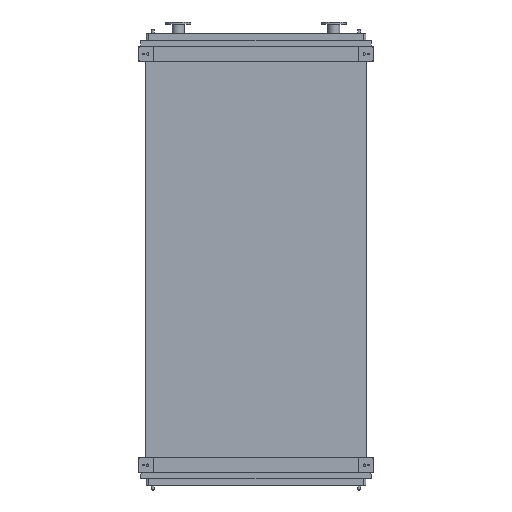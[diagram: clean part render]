
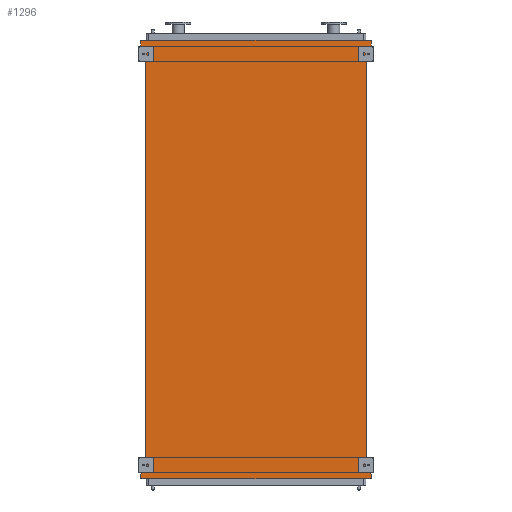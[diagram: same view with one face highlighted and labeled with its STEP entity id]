
A CAD part, front view. The second image highlights one B-rep face of the part: STEP entity #1296.
In plain terms, the highlighted planar face has unit normal (0, -1, 0).
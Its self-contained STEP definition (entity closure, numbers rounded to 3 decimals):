
#57 = EDGE_CURVE ( 'NONE', #11712, #15918, #647, .T. ) ;
#644 = VERTEX_POINT ( 'NONE', #17868 ) ;
#647 = LINE ( 'NONE', #2873, #1925 ) ;
#713 = EDGE_CURVE ( 'NONE', #15918, #21398, #3387, .T. ) ;
#730 = FACE_OUTER_BOUND ( 'NONE', #2628, .T. ) ;
#797 = ORIENTED_EDGE ( 'NONE', *, *, #3310, .T. ) ;
#879 = DIRECTION ( 'NONE',  ( 0.655, 0., -0.755 ) ) ;
#927 = EDGE_CURVE ( 'NONE', #6881, #16954, #10168, .T. ) ;
#1296 = ADVANCED_FACE ( 'NONE', ( #730 ), #23595, .T. ) ;
#1428 = CARTESIAN_POINT ( 'NONE',  ( 1011., 0., -3703. ) ) ;
#1445 = ORIENTED_EDGE ( 'NONE', *, *, #11310, .F. ) ;
#1548 = CARTESIAN_POINT ( 'NONE',  ( 965., 0., -3650. ) ) ;
#1810 = AXIS2_PLACEMENT_3D ( 'NONE', #8387, #23509, #12312 ) ;
#1925 = VECTOR ( 'NONE', #879, 1000. ) ;
#2421 = VECTOR ( 'NONE', #7878, 1000. ) ;
#2452 = VECTOR ( 'NONE', #10866, 1000. ) ;
#2628 = EDGE_LOOP ( 'NONE', ( #797, #1445, #16749, #22339, #12926, #18520, #3891, #24123, #19709, #24721, #20282, #5679 ) ) ;
#2873 = CARTESIAN_POINT ( 'NONE',  ( 965., 0., -3650. ) ) ;
#2906 = DIRECTION ( 'NONE',  ( 0., 0., -1. ) ) ;
#2916 = VECTOR ( 'NONE', #20148, 1000. ) ;
#3310 = EDGE_CURVE ( 'NONE', #11712, #12018, #6072, .T. ) ;
#3387 = LINE ( 'NONE', #14409, #23038 ) ;
#3509 = DIRECTION ( 'NONE',  ( 0., 0., 1. ) ) ;
#3891 = ORIENTED_EDGE ( 'NONE', *, *, #4236, .F. ) ;
#4197 = CARTESIAN_POINT ( 'NONE',  ( -1011., 0., 53. ) ) ;
#4236 = EDGE_CURVE ( 'NONE', #10755, #15973, #8431, .T. ) ;
#4988 = VECTOR ( 'NONE', #9725, 1000. ) ;
#5109 = CARTESIAN_POINT ( 'NONE',  ( -1011., 0., 95. ) ) ;
#5339 = VERTEX_POINT ( 'NONE', #19904 ) ;
#5679 = ORIENTED_EDGE ( 'NONE', *, *, #57, .F. ) ;
#5737 = LINE ( 'NONE', #20265, #2452 ) ;
#6072 = LINE ( 'NONE', #1548, #15684 ) ;
#6154 = LINE ( 'NONE', #19766, #10714 ) ;
#6400 = DIRECTION ( 'NONE',  ( 0.655, 0., 0.755 ) ) ;
#6881 = VERTEX_POINT ( 'NONE', #4197 ) ;
#7210 = VECTOR ( 'NONE', #14202, 1000. ) ;
#7520 = VECTOR ( 'NONE', #12275, 1000. ) ;
#7563 = CARTESIAN_POINT ( 'NONE',  ( 965., 0., 0. ) ) ;
#7878 = DIRECTION ( 'NONE',  ( 0., 0., -1. ) ) ;
#8024 = EDGE_CURVE ( 'NONE', #5339, #644, #22086, .T. ) ;
#8124 = LINE ( 'NONE', #15982, #7520 ) ;
#8315 = EDGE_CURVE ( 'NONE', #16954, #5339, #9322, .T. ) ;
#8387 = CARTESIAN_POINT ( 'NONE',  ( -965., 0., -3650. ) ) ;
#8431 = LINE ( 'NONE', #19882, #7210 ) ;
#8680 = CARTESIAN_POINT ( 'NONE',  ( 965., 0., -3650. ) ) ;
#9315 = DIRECTION ( 'NONE',  ( -0.655, 0., -0.755 ) ) ;
#9322 = LINE ( 'NONE', #5109, #13841 ) ;
#9725 = DIRECTION ( 'NONE',  ( 0., 0., 1. ) ) ;
#10168 = LINE ( 'NONE', #17276, #4988 ) ;
#10579 = CARTESIAN_POINT ( 'NONE',  ( -1011., 0., -3745. ) ) ;
#10658 = CARTESIAN_POINT ( 'NONE',  ( -965., 0., 0. ) ) ;
#10714 = VECTOR ( 'NONE', #6400, 1000. ) ;
#10755 = VERTEX_POINT ( 'NONE', #18823 ) ;
#10866 = DIRECTION ( 'NONE',  ( 0., 0., 1. ) ) ;
#11230 = CARTESIAN_POINT ( 'NONE',  ( -965., 0., 0. ) ) ;
#11310 = EDGE_CURVE ( 'NONE', #644, #12018, #21008, .T. ) ;
#11333 = CARTESIAN_POINT ( 'NONE',  ( -1011., 0., -3703. ) ) ;
#11712 = VERTEX_POINT ( 'NONE', #8680 ) ;
#11735 = CARTESIAN_POINT ( 'NONE',  ( 1011., 0., 95. ) ) ;
#12018 = VERTEX_POINT ( 'NONE', #7563 ) ;
#12275 = DIRECTION ( 'NONE',  ( -1., 0., 0. ) ) ;
#12312 = DIRECTION ( 'NONE',  ( 0., 0., -1. ) ) ;
#12926 = ORIENTED_EDGE ( 'NONE', *, *, #927, .F. ) ;
#13011 = EDGE_CURVE ( 'NONE', #15693, #16949, #5737, .T. ) ;
#13164 = LINE ( 'NONE', #10658, #2916 ) ;
#13841 = VECTOR ( 'NONE', #16573, 1000. ) ;
#14202 = DIRECTION ( 'NONE',  ( 0., 0., 1. ) ) ;
#14409 = CARTESIAN_POINT ( 'NONE',  ( 1011., 0., -3703. ) ) ;
#15684 = VECTOR ( 'NONE', #3509, 1000. ) ;
#15693 = VERTEX_POINT ( 'NONE', #10579 ) ;
#15768 = EDGE_CURVE ( 'NONE', #15973, #6881, #13164, .T. ) ;
#15918 = VERTEX_POINT ( 'NONE', #1428 ) ;
#15973 = VERTEX_POINT ( 'NONE', #11230 ) ;
#15982 = CARTESIAN_POINT ( 'NONE',  ( 1011., 0., -3745. ) ) ;
#16003 = VECTOR ( 'NONE', #9315, 1000. ) ;
#16573 = DIRECTION ( 'NONE',  ( 1., 0., 0. ) ) ;
#16749 = ORIENTED_EDGE ( 'NONE', *, *, #8024, .F. ) ;
#16949 = VERTEX_POINT ( 'NONE', #11333 ) ;
#16954 = VERTEX_POINT ( 'NONE', #24525 ) ;
#17276 = CARTESIAN_POINT ( 'NONE',  ( -1011., 0., 53. ) ) ;
#17868 = CARTESIAN_POINT ( 'NONE',  ( 1011., 0., 53. ) ) ;
#18520 = ORIENTED_EDGE ( 'NONE', *, *, #15768, .F. ) ;
#18823 = CARTESIAN_POINT ( 'NONE',  ( -965., 0., -3650. ) ) ;
#19709 = ORIENTED_EDGE ( 'NONE', *, *, #13011, .F. ) ;
#19766 = CARTESIAN_POINT ( 'NONE',  ( -1011., 0., -3703. ) ) ;
#19882 = CARTESIAN_POINT ( 'NONE',  ( -965., 0., -3650. ) ) ;
#19904 = CARTESIAN_POINT ( 'NONE',  ( 1011., 0., 95. ) ) ;
#20148 = DIRECTION ( 'NONE',  ( -0.655, 0., 0.755 ) ) ;
#20265 = CARTESIAN_POINT ( 'NONE',  ( -1011., 0., -3745. ) ) ;
#20269 = EDGE_CURVE ( 'NONE', #21398, #15693, #8124, .T. ) ;
#20282 = ORIENTED_EDGE ( 'NONE', *, *, #713, .F. ) ;
#20518 = CARTESIAN_POINT ( 'NONE',  ( 1011., 0., 53. ) ) ;
#21008 = LINE ( 'NONE', #20518, #16003 ) ;
#21336 = CARTESIAN_POINT ( 'NONE',  ( 1011., 0., -3745. ) ) ;
#21398 = VERTEX_POINT ( 'NONE', #21336 ) ;
#22086 = LINE ( 'NONE', #11735, #2421 ) ;
#22339 = ORIENTED_EDGE ( 'NONE', *, *, #8315, .F. ) ;
#23038 = VECTOR ( 'NONE', #2906, 1000. ) ;
#23509 = DIRECTION ( 'NONE',  ( 0., -1., 0. ) ) ;
#23519 = EDGE_CURVE ( 'NONE', #16949, #10755, #6154, .T. ) ;
#23595 = PLANE ( 'NONE',  #1810 ) ;
#24123 = ORIENTED_EDGE ( 'NONE', *, *, #23519, .F. ) ;
#24525 = CARTESIAN_POINT ( 'NONE',  ( -1011., 0., 95. ) ) ;
#24721 = ORIENTED_EDGE ( 'NONE', *, *, #20269, .F. ) ;
